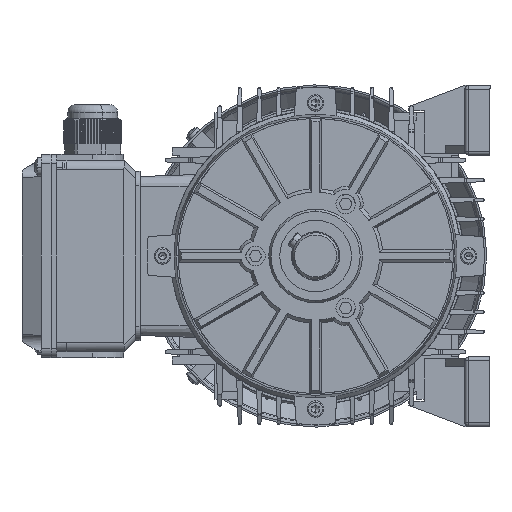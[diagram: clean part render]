
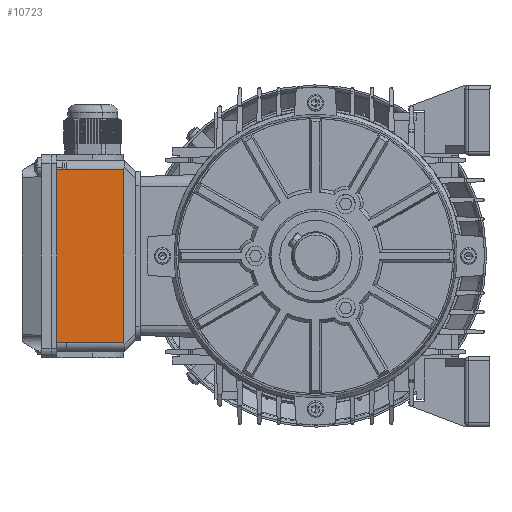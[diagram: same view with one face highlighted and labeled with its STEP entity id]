
A CAD part, left-side view. The second image highlights one B-rep face of the part: STEP entity #10723.
In plain terms, the highlighted face is planar.
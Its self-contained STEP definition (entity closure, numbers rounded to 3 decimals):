
#2367 = ORIENTED_EDGE ( 'NONE', *, *, #35556, .T. ) ;
#2634 = DIRECTION ( 'NONE',  ( 0., 0., -1. ) ) ;
#4392 = CARTESIAN_POINT ( 'NONE',  ( 44.5, 68., 5. ) ) ;
#10123 = DIRECTION ( 'NONE',  ( 1., 0., 0. ) ) ;
#10562 = DIRECTION ( 'NONE',  ( 0., 0., -1. ) ) ;
#10723 = ADVANCED_FACE ( 'NONE', ( #64315 ), #46372, .F. ) ;
#11989 = EDGE_LOOP ( 'NONE', ( #2367, #28517, #37974, #39754 ) ) ;
#14582 = CARTESIAN_POINT ( 'NONE',  ( 44.5, 68., 39.5 ) ) ;
#16495 = DIRECTION ( 'NONE',  ( 1., 0., 0. ) ) ;
#22068 = CARTESIAN_POINT ( 'NONE',  ( -52.5, 68., 39.5 ) ) ;
#22493 = DIRECTION ( 'NONE',  ( 0., -1., 0. ) ) ;
#26545 = LINE ( 'NONE', #14582, #44989 ) ;
#27073 = VERTEX_POINT ( 'NONE', #4392 ) ;
#28472 = CARTESIAN_POINT ( 'NONE',  ( -52.5, 68., 5. ) ) ;
#28517 = ORIENTED_EDGE ( 'NONE', *, *, #49683, .T. ) ;
#33147 = VECTOR ( 'NONE', #16495, 1000. ) ;
#34423 = CARTESIAN_POINT ( 'NONE',  ( -52.5, 68., 39.5 ) ) ;
#34503 = VERTEX_POINT ( 'NONE', #109768 ) ;
#35556 = EDGE_CURVE ( 'NONE', #34503, #113428, #57822, .T. ) ;
#36865 = VERTEX_POINT ( 'NONE', #72371 ) ;
#37974 = ORIENTED_EDGE ( 'NONE', *, *, #59060, .F. ) ;
#39754 = ORIENTED_EDGE ( 'NONE', *, *, #92134, .T. ) ;
#44989 = VECTOR ( 'NONE', #2634, 1000. ) ;
#46337 = DIRECTION ( 'NONE',  ( 0., 0., 1. ) ) ;
#46372 = PLANE ( 'NONE',  #70305 ) ;
#49683 = EDGE_CURVE ( 'NONE', #113428, #27073, #26545, .T. ) ;
#52297 = LINE ( 'NONE', #28472, #33147 ) ;
#56883 = VECTOR ( 'NONE', #46337, 1000. ) ;
#57822 = LINE ( 'NONE', #22068, #80653 ) ;
#58223 = CARTESIAN_POINT ( 'NONE',  ( -44.5, 68., 39.5 ) ) ;
#59060 = EDGE_CURVE ( 'NONE', #36865, #27073, #52297, .T. ) ;
#64315 = FACE_OUTER_BOUND ( 'NONE', #11989, .T. ) ;
#70160 = LINE ( 'NONE', #58223, #56883 ) ;
#70305 = AXIS2_PLACEMENT_3D ( 'NONE', #34423, #22493, #10562 ) ;
#72371 = CARTESIAN_POINT ( 'NONE',  ( -44.5, 68., 5. ) ) ;
#80653 = VECTOR ( 'NONE', #10123, 1000. ) ;
#92134 = EDGE_CURVE ( 'NONE', #36865, #34503, #70160, .T. ) ;
#95909 = CARTESIAN_POINT ( 'NONE',  ( 44.5, 68., 39.5 ) ) ;
#109768 = CARTESIAN_POINT ( 'NONE',  ( -44.5, 68., 39.5 ) ) ;
#113428 = VERTEX_POINT ( 'NONE', #95909 ) ;
